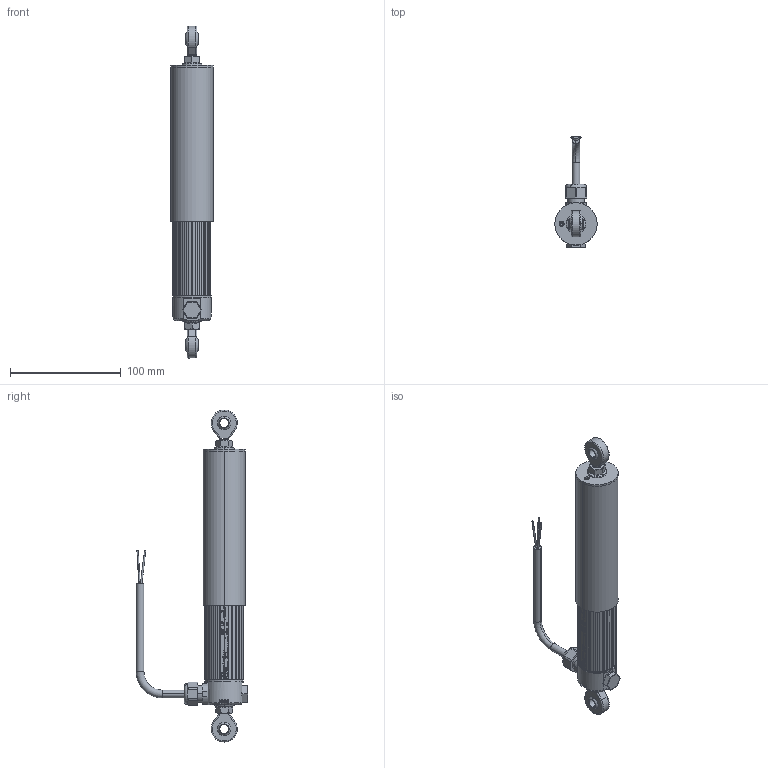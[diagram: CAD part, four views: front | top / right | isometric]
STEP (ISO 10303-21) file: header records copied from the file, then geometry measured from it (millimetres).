
FILE_DESCRIPTION (( 'STEP AP214' ), '1' );
FILE_NAME ('LWX_0100-004-101_retracted.STEP', '2014-07-08T06:50:23', ( 'dummy' ), ( 'Microsoft' ), 'SwSTEP 2.0', 'SolidWorks 2013', '' );
FILE_SCHEMA (( 'AUTOMOTIVE_DESIGN' ));
Length unit declared in the file: millimetre
Products named in the file (1): LWX_0100-004-101_retracted
Bounding box: 38.1 x 100.7 x 299.42 mm (x, y, z)
Surface area: 75337.9 mm2 (no closed solid volume)
Topology: 0 solids, 89 shells, 500 faces, 2877 edges, 2449 vertices
Faces by surface type: cylinder 199, plane 199, cone 50, torus 19, bspline 19, sphere 14
Entity records: 41791 total; most frequent: CARTESIAN_POINT 15744, ORIENTED_EDGE 3752, DIRECTION 3689, EDGE_CURVE 2877, VERTEX_POINT 2449, LINE 1393, VECTOR 1393, AXIS2_PLACEMENT_3D 1148
